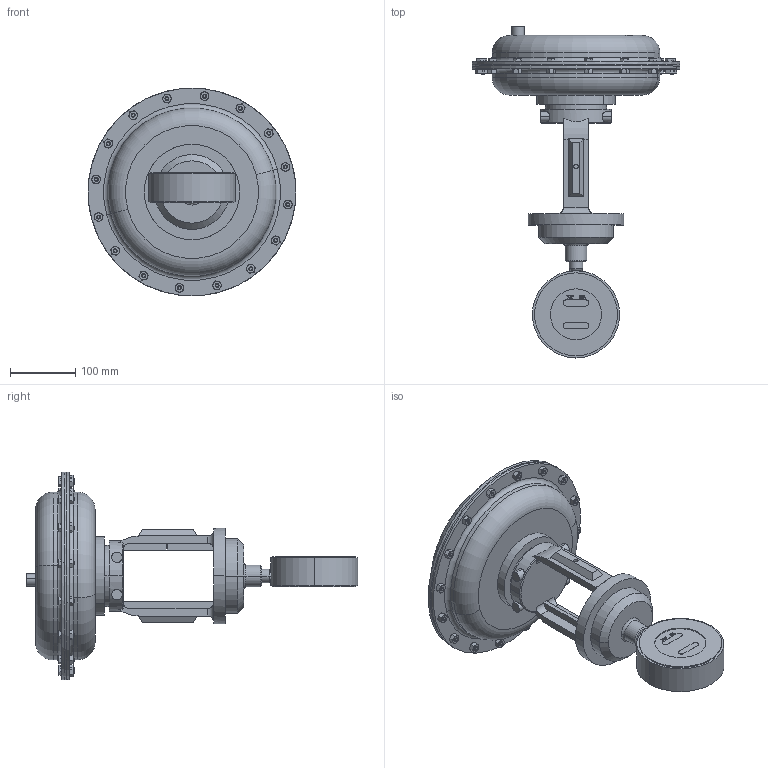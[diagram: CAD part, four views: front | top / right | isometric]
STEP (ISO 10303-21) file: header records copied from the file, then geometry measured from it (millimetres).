
FILE_DESCRIPTION (( 'STEP AP203' ), '1' );
FILE_NAME ('75-300-CS+S6-I3-55M.STEP', '2017-08-24T16:31:17', ( '' ), ( '' ), 'SwSTEP 2.0', 'SolidWorks 2014', '' );
FILE_SCHEMA (( 'CONFIG_CONTROL_DESIGN' ));
Length unit declared in the file: inch
Products named in the file (1): 75-300-CS+S6-I3-55M
Bounding box: 317.5 x 506.95 x 317.2 mm (x, y, z)
Volume: 6634989 mm3; surface area: 373783.7 mm2
Topology: 1 solids, 1 shells, 799 faces, 1846 edges, 1123 vertices
Faces by surface type: plane 342, cone 332, cylinder 70, bspline 42, torus 13
Entity records: 28180 total; most frequent: CARTESIAN_POINT 11152, ORIENTED_EDGE 3692, DIRECTION 3182, EDGE_CURVE 1846, AXIS2_PLACEMENT_3D 1270, VERTEX_POINT 1123, EDGE_LOOP 877, ADVANCED_FACE 799
